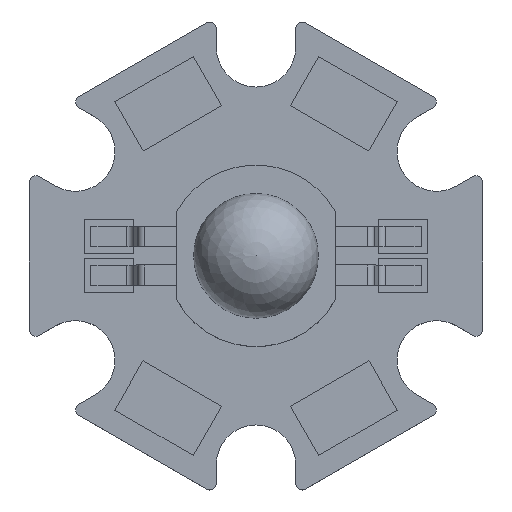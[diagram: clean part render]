
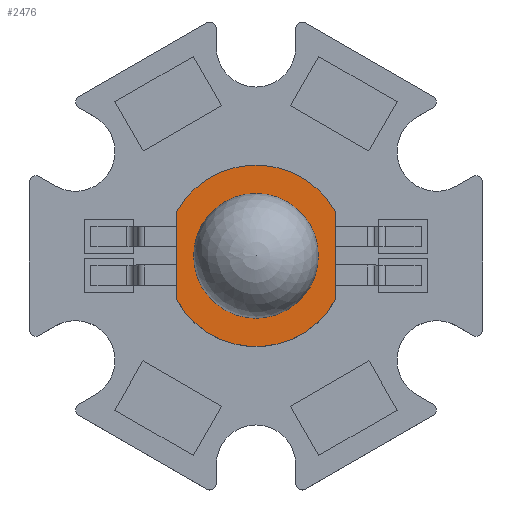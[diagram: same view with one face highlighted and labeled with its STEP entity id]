
A CAD part, top view. The second image highlights one B-rep face of the part: STEP entity #2476.
In plain terms, the highlighted planar face has unit normal (0, 0, 1).
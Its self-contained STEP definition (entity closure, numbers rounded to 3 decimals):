
#46=CIRCLE('',#2653,4.);
#48=CIRCLE('',#2657,4.);
#159=FACE_OUTER_BOUND('',#309,.T.);
#309=EDGE_LOOP('',(#1651,#1652,#1653,#1654));
#457=LINE('',#3620,#745);
#461=LINE('',#3632,#749);
#745=VECTOR('',#2880,10.);
#749=VECTOR('',#2892,10.);
#1033=VERTEX_POINT('',#3617);
#1034=VERTEX_POINT('',#3619);
#1036=VERTEX_POINT('',#3625);
#1038=VERTEX_POINT('',#3631);
#1275=EDGE_CURVE('',#1034,#1033,#457,.T.);
#1278=EDGE_CURVE('',#1036,#1034,#46,.T.);
#1281=EDGE_CURVE('',#1038,#1036,#461,.T.);
#1284=EDGE_CURVE('',#1033,#1038,#48,.T.);
#1651=ORIENTED_EDGE('',*,*,#1284,.T.);
#1652=ORIENTED_EDGE('',*,*,#1281,.T.);
#1653=ORIENTED_EDGE('',*,*,#1278,.T.);
#1654=ORIENTED_EDGE('',*,*,#1275,.T.);
#2361=PLANE('',#2658);
#2476=ADVANCED_FACE('',(#159),#2361,.T.);
#2653=AXIS2_PLACEMENT_3D('',#3626,#2886,#2887);
#2657=AXIS2_PLACEMENT_3D('',#3636,#2898,#2899);
#2658=AXIS2_PLACEMENT_3D('',#3637,#2900,#2901);
#2880=DIRECTION('',(0.,1.,0.));
#2886=DIRECTION('center_axis',(0.,0.,1.));
#2887=DIRECTION('ref_axis',(1.,0.,0.));
#2892=DIRECTION('',(0.,-1.,0.));
#2898=DIRECTION('center_axis',(0.,0.,1.));
#2899=DIRECTION('ref_axis',(1.,0.,0.));
#2900=DIRECTION('center_axis',(0.,0.,1.));
#2901=DIRECTION('ref_axis',(1.,0.,0.));
#3617=CARTESIAN_POINT('',(3.5,1.936,3.2));
#3619=CARTESIAN_POINT('',(3.5,-1.936,3.2));
#3620=CARTESIAN_POINT('',(3.5,5.,3.2));
#3625=CARTESIAN_POINT('',(-3.5,-1.936,3.2));
#3626=CARTESIAN_POINT('Origin',(0.,0.,3.2));
#3631=CARTESIAN_POINT('',(-3.5,1.936,3.2));
#3632=CARTESIAN_POINT('',(-3.5,5.,3.2));
#3636=CARTESIAN_POINT('Origin',(0.,0.,3.2));
#3637=CARTESIAN_POINT('Origin',(0.,0.,3.2));
